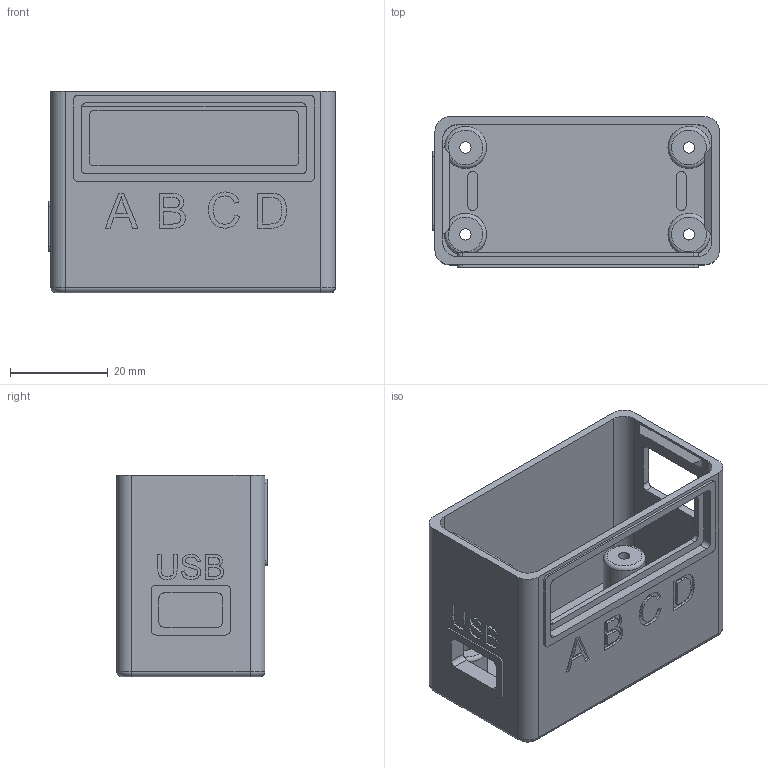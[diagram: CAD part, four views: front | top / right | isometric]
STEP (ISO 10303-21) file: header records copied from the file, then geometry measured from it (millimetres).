
FILE_DESCRIPTION(/* description */ (''),/* implementation_level */ '2;1');
FILE_NAME(/* name */ 'FAIO_Multiplexer_Body_Bottom.step',/* time_stamp */ '2020-11-28T19:37:01-08:00',/* author */ (''),/* organization */ (''),/* preprocessor_version */ 'ST-DEVELOPER v18.1',/* originating_system */ 'Autodesk Translation Framework v9.3.0.1241',/* authorisation */ '');
FILE_SCHEMA (('AUTOMOTIVE_DESIGN { 1 0 10303 214 3 1 1 }'));
Length unit declared in the file: millimetre
Products named in the file (1): FAIO_Multiplexer_Body_Bottom
Bounding box: 58.7 x 30.76 x 41.2 mm (x, y, z)
Volume: 13327.1 mm3; surface area: 18021.5 mm2
Topology: 1 solids, 1 shells, 1021 faces, 2815 edges, 1868 vertices
Faces by surface type: bspline 543, plane 392, cylinder 70, torus 16
Full cylindrical faces by diameter (mm): 2.3 x4, 7 x4, 8.6 x4
Entity records: 37483 total; most frequent: CARTESIAN_POINT 14988, ORIENTED_EDGE 5630, DIRECTION 2853, EDGE_CURVE 2815, VERTEX_POINT 1868, LINE 1551, VECTOR 1551, EDGE_LOOP 1113
